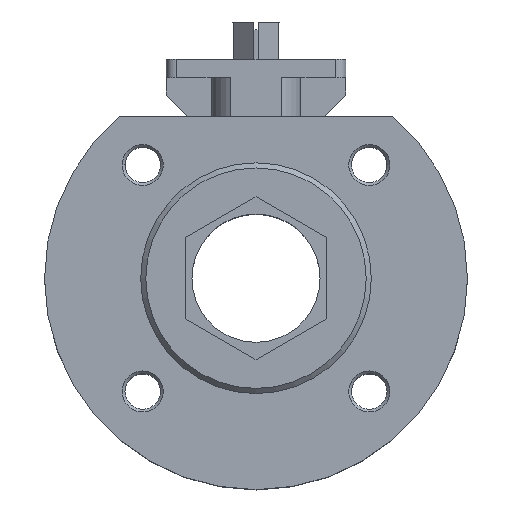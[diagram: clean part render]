
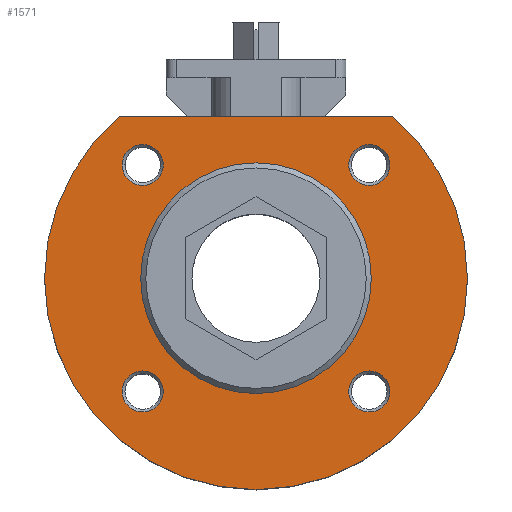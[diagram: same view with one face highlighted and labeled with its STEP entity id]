
A CAD part, top view. The second image highlights one B-rep face of the part: STEP entity #1571.
In plain terms, the highlighted planar face has unit normal (0, 0, 1).
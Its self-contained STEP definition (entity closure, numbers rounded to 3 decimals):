
#54=CIRCLE('',#1694,82.5);
#55=CIRCLE('',#1695,8.);
#56=CIRCLE('',#1696,8.);
#57=CIRCLE('',#1697,8.);
#58=CIRCLE('',#1698,8.);
#59=CIRCLE('',#1699,45.);
#282=ORIENTED_EDGE('',*,*,#682,.F.);
#283=ORIENTED_EDGE('',*,*,#645,.F.);
#284=ORIENTED_EDGE('',*,*,#683,.T.);
#285=ORIENTED_EDGE('',*,*,#684,.T.);
#286=ORIENTED_EDGE('',*,*,#685,.T.);
#287=ORIENTED_EDGE('',*,*,#686,.T.);
#288=ORIENTED_EDGE('',*,*,#687,.T.);
#645=EDGE_CURVE('',#844,#845,#1005,.T.);
#682=EDGE_CURVE('',#845,#844,#54,.T.);
#683=EDGE_CURVE('',#871,#871,#55,.T.);
#684=EDGE_CURVE('',#872,#872,#56,.T.);
#685=EDGE_CURVE('',#873,#873,#57,.T.);
#686=EDGE_CURVE('',#874,#874,#58,.T.);
#687=EDGE_CURVE('',#875,#875,#59,.T.);
#844=VERTEX_POINT('',#2450);
#845=VERTEX_POINT('',#2452);
#871=VERTEX_POINT('',#2519);
#872=VERTEX_POINT('',#2521);
#873=VERTEX_POINT('',#2523);
#874=VERTEX_POINT('',#2525);
#875=VERTEX_POINT('',#2527);
#1005=LINE('',#2451,#1137);
#1137=VECTOR('',#1944,1000.);
#1226=EDGE_LOOP('',(#282,#283));
#1227=EDGE_LOOP('',(#284));
#1228=EDGE_LOOP('',(#285));
#1229=EDGE_LOOP('',(#286));
#1230=EDGE_LOOP('',(#287));
#1231=EDGE_LOOP('',(#288));
#1382=FACE_BOUND('',#1226,.T.);
#1383=FACE_BOUND('',#1227,.T.);
#1384=FACE_BOUND('',#1228,.T.);
#1385=FACE_BOUND('',#1229,.T.);
#1386=FACE_BOUND('',#1230,.T.);
#1387=FACE_BOUND('',#1231,.T.);
#1523=PLANE('',#1693);
#1571=ADVANCED_FACE('',(#1382,#1383,#1384,#1385,#1386,#1387),#1523,.F.);
#1693=AXIS2_PLACEMENT_3D('',#2516,#2001,#2002);
#1694=AXIS2_PLACEMENT_3D('',#2517,#2003,#2004);
#1695=AXIS2_PLACEMENT_3D('',#2518,#2005,#2006);
#1696=AXIS2_PLACEMENT_3D('',#2520,#2007,#2008);
#1697=AXIS2_PLACEMENT_3D('',#2522,#2009,#2010);
#1698=AXIS2_PLACEMENT_3D('',#2524,#2011,#2012);
#1699=AXIS2_PLACEMENT_3D('',#2526,#2013,#2014);
#1944=DIRECTION('',(1.,0.,0.));
#2001=DIRECTION('',(0.,0.,-1.));
#2002=DIRECTION('',(-1.,0.,0.));
#2003=DIRECTION('',(0.,0.,-1.));
#2004=DIRECTION('',(-1.,0.,0.));
#2005=DIRECTION('',(0.,0.,-1.));
#2006=DIRECTION('',(-1.,0.,0.));
#2007=DIRECTION('',(0.,0.,-1.));
#2008=DIRECTION('',(-1.,0.,0.));
#2009=DIRECTION('',(0.,0.,-1.));
#2010=DIRECTION('',(-1.,0.,0.));
#2011=DIRECTION('',(0.,0.,-1.));
#2012=DIRECTION('',(-1.,0.,0.));
#2013=DIRECTION('',(0.,0.,-1.));
#2014=DIRECTION('',(-1.,0.,0.));
#2450=CARTESIAN_POINT('',(-53.266,63.,37.));
#2451=CARTESIAN_POINT('',(0.,63.,37.));
#2452=CARTESIAN_POINT('',(53.266,63.,37.));
#2516=CARTESIAN_POINT('',(0.,45.,37.));
#2517=CARTESIAN_POINT('',(0.,0.,37.));
#2518=CARTESIAN_POINT('',(44.194,44.194,37.));
#2519=CARTESIAN_POINT('',(36.194,44.194,37.));
#2520=CARTESIAN_POINT('',(44.194,-44.194,37.));
#2521=CARTESIAN_POINT('',(36.194,-44.194,37.));
#2522=CARTESIAN_POINT('',(-44.194,-44.194,37.));
#2523=CARTESIAN_POINT('',(-52.194,-44.194,37.));
#2524=CARTESIAN_POINT('',(-44.194,44.194,37.));
#2525=CARTESIAN_POINT('',(-52.194,44.194,37.));
#2526=CARTESIAN_POINT('',(0.,0.,37.));
#2527=CARTESIAN_POINT('',(-45.,0.,37.));
